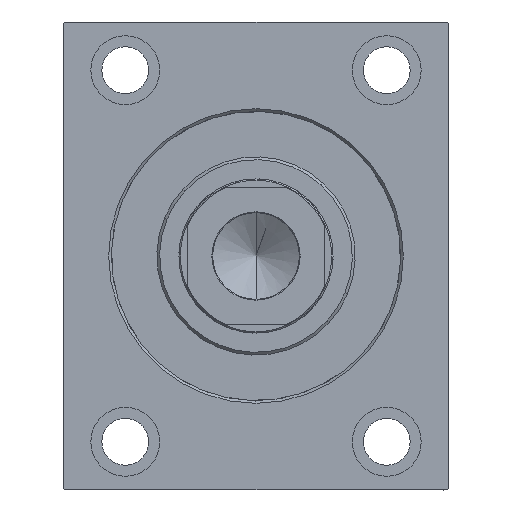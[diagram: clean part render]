
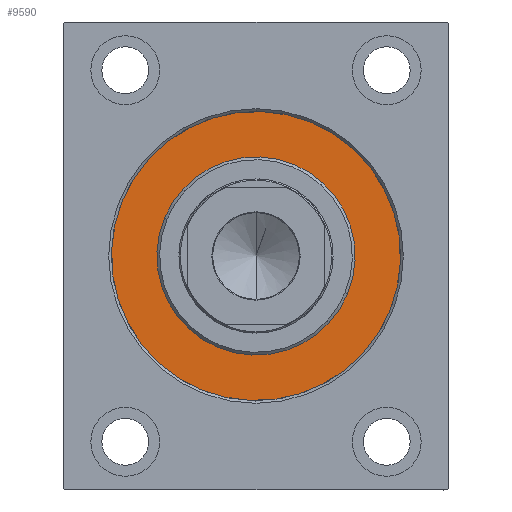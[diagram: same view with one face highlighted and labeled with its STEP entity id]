
A CAD part, left-side view. The second image highlights one B-rep face of the part: STEP entity #9590.
In plain terms, the highlighted face is planar.
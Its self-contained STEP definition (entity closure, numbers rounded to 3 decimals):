
#2556 = CARTESIAN_POINT ( 'NONE',  ( 0., 0., -36. ) ) ;
#3019 = CARTESIAN_POINT ( 'NONE',  ( 0., 0., 0. ) ) ;
#3461 = CARTESIAN_POINT ( 'NONE',  ( 0., 0., 0. ) ) ;
#6488 = AXIS2_PLACEMENT_3D ( 'NONE', #3019, #19489, #13023 ) ;
#6670 = DIRECTION ( 'NONE',  ( -1., 0., 0. ) ) ;
#8505 = EDGE_CURVE ( 'NONE', #32135, #33908, #12605, .T. ) ;
#8976 = CARTESIAN_POINT ( 'NONE',  ( 0., 0., 0. ) ) ;
#8985 = EDGE_CURVE ( 'NONE', #35327, #43214, #28231, .T. ) ;
#9590 = ADVANCED_FACE ( 'NONE', ( #16588, #40589 ), #23706, .F. ) ;
#10450 = CARTESIAN_POINT ( 'NONE',  ( 0., 0., 0. ) ) ;
#11745 = CARTESIAN_POINT ( 'NONE',  ( 0., 0., 36. ) ) ;
#12605 = CIRCLE ( 'NONE', #32483, 36. ) ;
#13023 = DIRECTION ( 'NONE',  ( 0., 0., 1. ) ) ;
#16070 = DIRECTION ( 'NONE',  ( 0., 0., -1. ) ) ;
#16303 = DIRECTION ( 'NONE',  ( 0., 0., -1. ) ) ;
#16588 = FACE_BOUND ( 'NONE', #17032, .T. ) ;
#16724 = ORIENTED_EDGE ( 'NONE', *, *, #8505, .F. ) ;
#16738 = DIRECTION ( 'NONE',  ( 1., 0., 0. ) ) ;
#17032 = EDGE_LOOP ( 'NONE', ( #16724, #43450 ) ) ;
#17766 = DIRECTION ( 'NONE',  ( 0., 0., 1. ) ) ;
#18099 = AXIS2_PLACEMENT_3D ( 'NONE', #8976, #16738, #16303 ) ;
#19489 = DIRECTION ( 'NONE',  ( -1., 0., 0. ) ) ;
#23406 = CARTESIAN_POINT ( 'NONE',  ( 0., 0., 0. ) ) ;
#23706 = PLANE ( 'NONE',  #25436 ) ;
#25436 = AXIS2_PLACEMENT_3D ( 'NONE', #3461, #40808, #37473 ) ;
#28231 = CIRCLE ( 'NONE', #39604, 52.5 ) ;
#28646 = EDGE_CURVE ( 'NONE', #43214, #35327, #41307, .T. ) ;
#30546 = ORIENTED_EDGE ( 'NONE', *, *, #28646, .F. ) ;
#31988 = ORIENTED_EDGE ( 'NONE', *, *, #8985, .F. ) ;
#32135 = VERTEX_POINT ( 'NONE', #11745 ) ;
#32343 = CIRCLE ( 'NONE', #18099, 36. ) ;
#32483 = AXIS2_PLACEMENT_3D ( 'NONE', #23406, #43405, #16070 ) ;
#32668 = EDGE_LOOP ( 'NONE', ( #30546, #31988 ) ) ;
#32770 = CARTESIAN_POINT ( 'NONE',  ( 0., 0., 52.5 ) ) ;
#33629 = CARTESIAN_POINT ( 'NONE',  ( 0., 0., -52.5 ) ) ;
#33908 = VERTEX_POINT ( 'NONE', #2556 ) ;
#35327 = VERTEX_POINT ( 'NONE', #32770 ) ;
#37473 = DIRECTION ( 'NONE',  ( 0., 0., 1. ) ) ;
#38744 = EDGE_CURVE ( 'NONE', #33908, #32135, #32343, .T. ) ;
#39604 = AXIS2_PLACEMENT_3D ( 'NONE', #10450, #6670, #17766 ) ;
#40589 = FACE_OUTER_BOUND ( 'NONE', #32668, .T. ) ;
#40808 = DIRECTION ( 'NONE',  ( -1., 0., 0. ) ) ;
#41307 = CIRCLE ( 'NONE', #6488, 52.5 ) ;
#43214 = VERTEX_POINT ( 'NONE', #33629 ) ;
#43405 = DIRECTION ( 'NONE',  ( 1., 0., 0. ) ) ;
#43450 = ORIENTED_EDGE ( 'NONE', *, *, #38744, .F. ) ;
